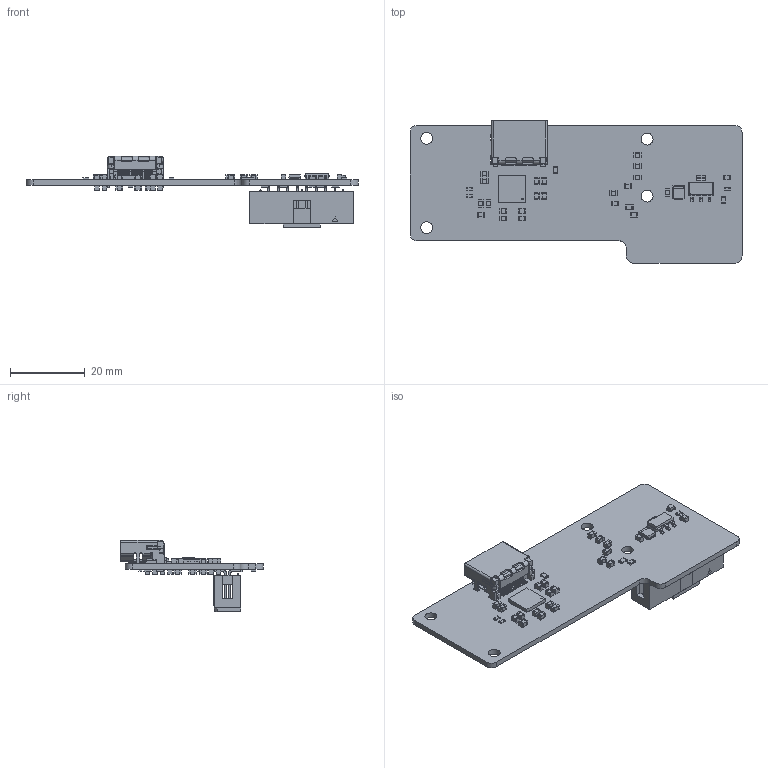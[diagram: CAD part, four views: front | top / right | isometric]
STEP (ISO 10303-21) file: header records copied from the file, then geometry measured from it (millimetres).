
FILE_DESCRIPTION(('KiCad electronic assembly'),'2;1');
FILE_NAME('VERA-XE-HDMI-Expansion.step','2025-10-29T12:50:59',('Pcbnew') ,('Kicad'),'Open CASCADE STEP processor 7.9','KiCad to STEP converter' ,'Unknown');
FILE_SCHEMA(('AUTOMOTIVE_DESIGN { 1 0 10303 214 1 1 1 1 }'));
Length unit declared in the file: millimetre
Products named in the file (19): VERA-XE-HDMI-Expansion 1; C_0805_2012Metric; CP_EIA-3528-12_Kemet-T; CONN-HDMI-A; 685119134923_Housing; 685119134923_Shielding; 685119134923_Pin1; 685119134923_Pin2; L_0805_2012Metric; R_0805_2012Metric; R_0603_1608Metric; SOT-223; ESP32-PICO-D4_EXP; LED_0805_2012Metric; HEADER-16POS-2x8-BOX-SMD; 61201620621; 6120xx20621_PIN; 6123xx20621_Cap; VERA-XE-HDMI-Expansion_PCB
Assembly tree (100 placements, depth 3):
  VERA-XE-HDMI-Expansion 1
    C_0805_2012Metric  x33
    CP_EIA-3528-12_Kemet-T
    CONN-HDMI-A
      685119134923_Housing
      685119134923_Shielding
      685119134923_Pin1  x10
      685119134923_Pin2  x9
    L_0805_2012Metric  x4
    R_0805_2012Metric  x12
    R_0603_1608Metric  x5
    SOT-223
    ESP32-PICO-D4_EXP
    LED_0805_2012Metric
    HEADER-16POS-2x8-BOX-SMD
      61201620621
      6120xx20621_PIN  x16
      6123xx20621_Cap
    VERA-XE-HDMI-Expansion_PCB
Bounding box: 89 x 38.2 x 19.11 mm (x, y, z)
Volume: 6088.5 mm3; surface area: 11375.9 mm2
Topology: 148 solids, 148 shells, 3564 faces, 9133 edges, 5907 vertices
Faces by surface type: plane 2005, cylinder 981, bspline 570, torus 8
Full cylindrical faces by diameter (mm): 0.2 x25, 0.356 x1, 3.2 x4
Entity records: 55272 total; most frequent: CARTESIAN_POINT 10529, ORIENTED_EDGE 7775, DIRECTION 6347, EDGE_CURVE 3888, LINE 2665, VECTOR 2665, VERTEX_POINT 2527, AXIS2_PLACEMENT_3D 1841
